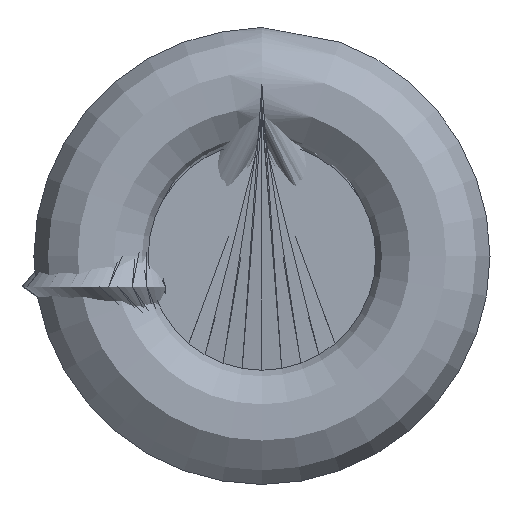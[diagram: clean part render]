
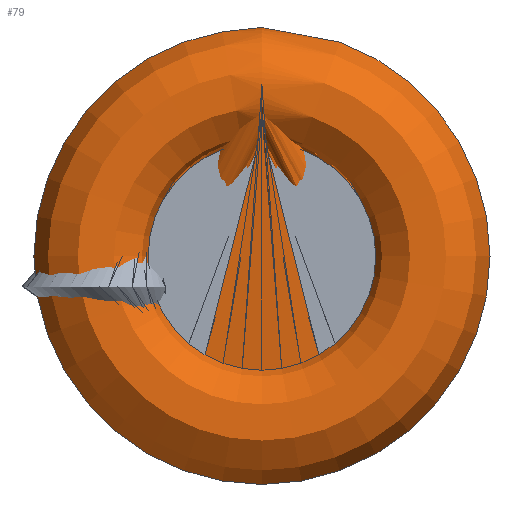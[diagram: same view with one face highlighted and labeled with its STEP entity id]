
A CAD part, left-side view. The second image highlights one B-rep face of the part: STEP entity #79.
In plain terms, the highlighted face is a revolution surface.
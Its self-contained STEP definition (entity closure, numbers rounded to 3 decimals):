
#55=SURFACE_OF_REVOLUTION('',#57,#56);
#56=AXIS1_PLACEMENT('',#419,#298);
#57=B_SPLINE_CURVE_WITH_KNOTS('',3,(#355,#356,#357,#358,#359,#360,#361,
#362,#363,#364,#365,#366,#367,#368,#369,#370,#371,#372,#373,#374,#375,#376,
#377,#378,#379,#380,#381,#382,#383,#384,#385,#386,#387,#388,#389,#390,#391,
#392,#393,#394,#395,#396,#397,#398,#399,#400,#401,#402,#403,#404,#405,#406,
#407,#408,#409,#410,#411,#412,#413,#414,#415,#416,#417,#418),
 .UNSPECIFIED.,.T.,.F.,(2,2,2,2,2,2,2,2,2,2,2,2,2,2,2,2,2,2,2,2,2,2,2,2,
2,2,2,2,2,2,2,2,2,2),(-0.031,0.,0.063,0.094,0.125,0.156,0.188,0.219,
0.25,0.281,0.313,0.344,0.375,0.406,0.438,0.469,0.5,0.531,0.563,
0.594,0.625,0.656,0.688,0.719,0.75,0.781,0.813,0.844,0.875,
0.906,0.938,0.969,1.,1.063),.UNSPECIFIED.);
#79=ADVANCED_FACE('',(#104,#105),#55,.T.);
#104=FACE_BOUND('',#134,.T.);
#105=FACE_BOUND('',#135,.T.);
#134=EDGE_LOOP('',(#166));
#135=EDGE_LOOP('',(#167));
#166=ORIENTED_EDGE('',*,*,#208,.F.);
#167=ORIENTED_EDGE('',*,*,#207,.T.);
#191=VERTEX_POINT('',#351);
#192=VERTEX_POINT('',#354);
#207=EDGE_CURVE('',#191,#191,#223,.T.);
#208=EDGE_CURVE('',#192,#192,#224,.T.);
#223=CIRCLE('',#246,14.);
#224=CIRCLE('',#248,7.525);
#246=AXIS2_PLACEMENT_3D('',#350,#292,#293);
#248=AXIS2_PLACEMENT_3D('',#353,#296,#297);
#292=DIRECTION('',(-1.,0.,0.));
#293=DIRECTION('',(0.,0.,1.));
#296=DIRECTION('',(-1.,0.,0.));
#297=DIRECTION('',(0.,0.,1.));
#298=DIRECTION('',(-1.,0.,0.));
#350=CARTESIAN_POINT('',(7.85,0.,0.));
#351=CARTESIAN_POINT('',(7.85,0.,14.));
#353=CARTESIAN_POINT('',(3.,0.,0.));
#354=CARTESIAN_POINT('',(3.,0.,7.525));
#355=CARTESIAN_POINT('',(0.872,11.322,0.));
#356=CARTESIAN_POINT('',(0.872,10.511,0.));
#357=CARTESIAN_POINT('',(0.983,9.974,0.));
#358=CARTESIAN_POINT('',(1.298,9.239,0.));
#359=CARTESIAN_POINT('',(1.43,9.001,0.));
#360=CARTESIAN_POINT('',(1.736,8.561,0.));
#361=CARTESIAN_POINT('',(1.91,8.359,0.));
#362=CARTESIAN_POINT('',(2.296,7.989,0.));
#363=CARTESIAN_POINT('',(2.511,7.822,0.));
#364=CARTESIAN_POINT('',(2.962,7.536,0.));
#365=CARTESIAN_POINT('',(3.199,7.416,0.));
#366=CARTESIAN_POINT('',(3.7,7.221,0.));
#367=CARTESIAN_POINT('',(3.96,7.147,0.));
#368=CARTESIAN_POINT('',(4.484,7.05,0.));
#369=CARTESIAN_POINT('',(4.75,7.027,0.));
#370=CARTESIAN_POINT('',(5.29,7.029,0.));
#371=CARTESIAN_POINT('',(5.557,7.056,0.));
#372=CARTESIAN_POINT('',(6.08,7.157,0.));
#373=CARTESIAN_POINT('',(6.34,7.234,0.));
#374=CARTESIAN_POINT('',(6.838,7.434,0.));
#375=CARTESIAN_POINT('',(7.075,7.556,0.));
#376=CARTESIAN_POINT('',(7.524,7.848,0.));
#377=CARTESIAN_POINT('',(7.737,8.018,0.));
#378=CARTESIAN_POINT('',(8.119,8.391,0.));
#379=CARTESIAN_POINT('',(8.291,8.595,0.));
#380=CARTESIAN_POINT('',(8.594,9.041,0.));
#381=CARTESIAN_POINT('',(8.721,9.278,0.));
#382=CARTESIAN_POINT('',(8.926,9.77,0.));
#383=CARTESIAN_POINT('',(9.004,10.029,0.));
#384=CARTESIAN_POINT('',(9.107,10.557,0.));
#385=CARTESIAN_POINT('',(9.131,10.822,0.));
#386=CARTESIAN_POINT('',(9.126,11.356,0.));
#387=CARTESIAN_POINT('',(9.096,11.627,0.));
#388=CARTESIAN_POINT('',(8.984,12.15,0.));
#389=CARTESIAN_POINT('',(8.903,12.404,0.));
#390=CARTESIAN_POINT('',(8.69,12.897,0.));
#391=CARTESIAN_POINT('',(8.558,13.133,0.));
#392=CARTESIAN_POINT('',(8.255,13.571,0.));
#393=CARTESIAN_POINT('',(8.082,13.776,0.));
#394=CARTESIAN_POINT('',(7.694,14.152,0.));
#395=CARTESIAN_POINT('',(7.485,14.318,0.));
#396=CARTESIAN_POINT('',(7.038,14.608,0.));
#397=CARTESIAN_POINT('',(6.797,14.733,0.));
#398=CARTESIAN_POINT('',(6.299,14.932,0.));
#399=CARTESIAN_POINT('',(6.044,15.007,0.));
#400=CARTESIAN_POINT('',(5.518,15.108,0.));
#401=CARTESIAN_POINT('',(5.247,15.133,0.));
#402=CARTESIAN_POINT('',(4.713,15.13,0.));
#403=CARTESIAN_POINT('',(4.448,15.103,0.));
#404=CARTESIAN_POINT('',(3.921,14.998,0.));
#405=CARTESIAN_POINT('',(3.662,14.92,0.));
#406=CARTESIAN_POINT('',(3.169,14.717,0.));
#407=CARTESIAN_POINT('',(2.931,14.591,0.));
#408=CARTESIAN_POINT('',(2.482,14.293,0.));
#409=CARTESIAN_POINT('',(2.275,14.125,0.));
#410=CARTESIAN_POINT('',(1.895,13.75,0.));
#411=CARTESIAN_POINT('',(1.721,13.541,0.));
#412=CARTESIAN_POINT('',(1.421,13.098,0.));
#413=CARTESIAN_POINT('',(1.293,12.864,0.));
#414=CARTESIAN_POINT('',(1.085,12.37,0.));
#415=CARTESIAN_POINT('',(1.005,12.11,0.));
#416=CARTESIAN_POINT('',(0.899,11.587,0.));
#417=CARTESIAN_POINT('',(0.872,11.322,0.));
#418=CARTESIAN_POINT('',(0.872,10.511,0.));
#419=CARTESIAN_POINT('',(0.,0.,0.));
